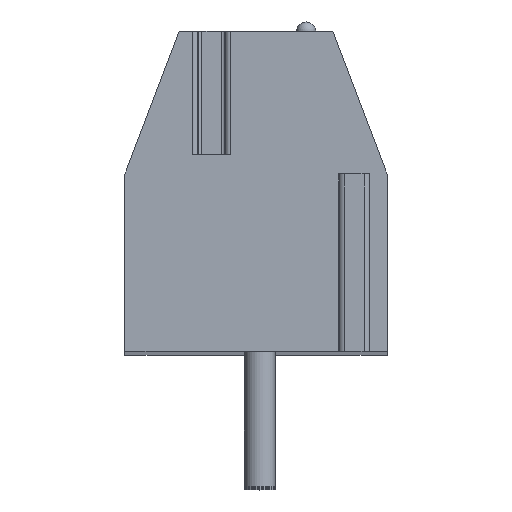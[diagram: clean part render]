
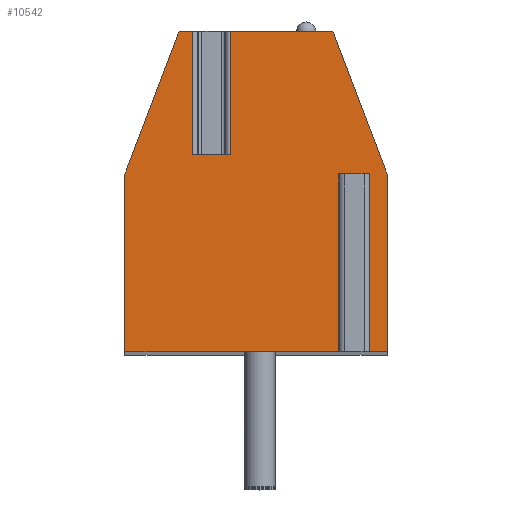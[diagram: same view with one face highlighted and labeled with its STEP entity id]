
A CAD part, top view. The second image highlights one B-rep face of the part: STEP entity #10542.
In plain terms, the highlighted planar face has unit normal (0, 0, 1).
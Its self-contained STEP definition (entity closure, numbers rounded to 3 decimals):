
#14=DIRECTION('',(0.,1.,0.));
#15=VECTOR('',#14,3.2);
#16=CARTESIAN_POINT('',(-1.636,1.,55.245));
#17=LINE('',#16,#15);
#18=DIRECTION('',(1.,0.,0.));
#19=VECTOR('',#18,0.972);
#20=CARTESIAN_POINT('',(-1.636,1.,55.245));
#21=LINE('',#20,#19);
#22=DIRECTION('',(0.,1.,0.));
#23=VECTOR('',#22,3.2);
#24=CARTESIAN_POINT('',(-0.664,1.,55.245));
#25=LINE('',#24,#23);
#26=DIRECTION('',(-1.,0.,0.));
#27=VECTOR('',#26,2.659);
#28=CARTESIAN_POINT('',(1.995,4.2,55.245));
#29=LINE('',#28,#27);
#30=DIRECTION('',(-0.355,0.935,0.));
#31=VECTOR('',#30,3.958);
#32=CARTESIAN_POINT('',(3.4,0.5,55.245));
#33=LINE('',#32,#31);
#34=DIRECTION('',(0.,1.,0.));
#35=VECTOR('',#34,4.6);
#36=CARTESIAN_POINT('',(3.4,-4.1,55.245));
#37=LINE('',#36,#35);
#38=DIRECTION('',(1.,0.,0.));
#39=VECTOR('',#38,0.625);
#40=CARTESIAN_POINT('',(2.775,-4.1,55.245));
#41=LINE('',#40,#39);
#42=DIRECTION('',(0.,1.,0.));
#43=VECTOR('',#42,4.6);
#44=CARTESIAN_POINT('',(2.775,-4.1,55.245));
#45=LINE('',#44,#43);
#46=DIRECTION('',(-1.,0.,0.));
#47=VECTOR('',#46,0.45);
#48=CARTESIAN_POINT('',(2.775,0.5,55.245));
#49=LINE('',#48,#47);
#50=DIRECTION('',(0.,1.,0.));
#51=VECTOR('',#50,4.6);
#52=CARTESIAN_POINT('',(2.325,-4.1,55.245));
#53=LINE('',#52,#51);
#54=DIRECTION('',(1.,0.,0.));
#55=VECTOR('',#54,5.725);
#56=CARTESIAN_POINT('',(-3.4,-4.1,55.245));
#57=LINE('',#56,#55);
#58=DIRECTION('',(0.,-1.,0.));
#59=VECTOR('',#58,4.6);
#60=CARTESIAN_POINT('',(-3.4,0.5,55.245));
#61=LINE('',#60,#59);
#62=DIRECTION('',(-0.355,-0.935,0.));
#63=VECTOR('',#62,3.958);
#64=CARTESIAN_POINT('',(-1.995,4.2,55.245));
#65=LINE('',#64,#63);
#66=DIRECTION('',(-1.,0.,0.));
#67=VECTOR('',#66,0.359);
#68=CARTESIAN_POINT('',(-1.636,4.2,55.245));
#69=LINE('',#68,#67);
#8281=CARTESIAN_POINT('',(-1.995,4.2,55.245));
#8282=CARTESIAN_POINT('',(-3.4,0.5,55.245));
#8283=VERTEX_POINT('',#8281);
#8284=VERTEX_POINT('',#8282);
#8285=CARTESIAN_POINT('',(-3.4,-4.1,55.245));
#8286=VERTEX_POINT('',#8285);
#8287=CARTESIAN_POINT('',(3.4,-4.1,55.245));
#8288=CARTESIAN_POINT('',(3.4,0.5,55.245));
#8289=VERTEX_POINT('',#8287);
#8290=VERTEX_POINT('',#8288);
#8291=CARTESIAN_POINT('',(1.995,4.2,55.245));
#8292=VERTEX_POINT('',#8291);
#8329=CARTESIAN_POINT('',(2.775,0.5,55.245));
#8330=CARTESIAN_POINT('',(2.325,0.5,55.245));
#8331=VERTEX_POINT('',#8329);
#8332=VERTEX_POINT('',#8330);
#8333=CARTESIAN_POINT('',(2.325,-4.1,55.245));
#8334=VERTEX_POINT('',#8333);
#8335=CARTESIAN_POINT('',(2.775,-4.1,55.245));
#8336=VERTEX_POINT('',#8335);
#8397=CARTESIAN_POINT('',(-1.636,1.,55.245));
#8398=CARTESIAN_POINT('',(-1.636,4.2,55.245));
#8399=VERTEX_POINT('',#8397);
#8400=VERTEX_POINT('',#8398);
#8401=CARTESIAN_POINT('',(-0.664,1.,55.245));
#8402=CARTESIAN_POINT('',(-0.664,4.2,55.245));
#8403=VERTEX_POINT('',#8401);
#8404=VERTEX_POINT('',#8402);
#10507=CARTESIAN_POINT('',(0.,0.,55.245));
#10508=DIRECTION('',(0.,0.,1.));
#10509=DIRECTION('',(1.,0.,0.));
#10510=AXIS2_PLACEMENT_3D('',#10507,#10508,#10509);
#10511=PLANE('',#10510);
#10513=ORIENTED_EDGE('',*,*,#10512,.F.);
#10515=ORIENTED_EDGE('',*,*,#10514,.T.);
#10517=ORIENTED_EDGE('',*,*,#10516,.T.);
#10519=ORIENTED_EDGE('',*,*,#10518,.F.);
#10521=ORIENTED_EDGE('',*,*,#10520,.F.);
#10523=ORIENTED_EDGE('',*,*,#10522,.F.);
#10525=ORIENTED_EDGE('',*,*,#10524,.F.);
#10527=ORIENTED_EDGE('',*,*,#10526,.T.);
#10529=ORIENTED_EDGE('',*,*,#10528,.T.);
#10531=ORIENTED_EDGE('',*,*,#10530,.F.);
#10533=ORIENTED_EDGE('',*,*,#10532,.F.);
#10535=ORIENTED_EDGE('',*,*,#10534,.F.);
#10537=ORIENTED_EDGE('',*,*,#10536,.F.);
#10539=ORIENTED_EDGE('',*,*,#10538,.F.);
#10540=EDGE_LOOP('',(#10513,#10515,#10517,#10519,#10521,#10523,#10525,#10527,
#10529,#10531,#10533,#10535,#10537,#10539));
#10541=FACE_OUTER_BOUND('',#10540,.F.);
#10512=EDGE_CURVE('',#8399,#8400,#17,.T.);
#10514=EDGE_CURVE('',#8399,#8403,#21,.T.);
#10516=EDGE_CURVE('',#8403,#8404,#25,.T.);
#10518=EDGE_CURVE('',#8292,#8404,#29,.T.);
#10520=EDGE_CURVE('',#8290,#8292,#33,.T.);
#10522=EDGE_CURVE('',#8289,#8290,#37,.T.);
#10524=EDGE_CURVE('',#8336,#8289,#41,.T.);
#10526=EDGE_CURVE('',#8336,#8331,#45,.T.);
#10528=EDGE_CURVE('',#8331,#8332,#49,.T.);
#10530=EDGE_CURVE('',#8334,#8332,#53,.T.);
#10532=EDGE_CURVE('',#8286,#8334,#57,.T.);
#10534=EDGE_CURVE('',#8284,#8286,#61,.T.);
#10536=EDGE_CURVE('',#8283,#8284,#65,.T.);
#10538=EDGE_CURVE('',#8400,#8283,#69,.T.);
#10542=ADVANCED_FACE('',(#10541),#10511,.T.);
